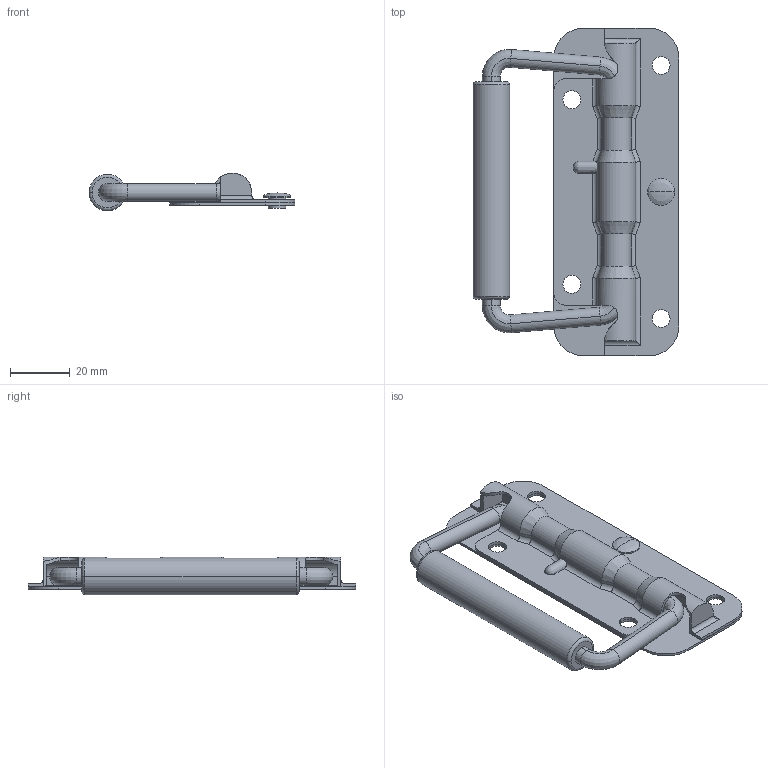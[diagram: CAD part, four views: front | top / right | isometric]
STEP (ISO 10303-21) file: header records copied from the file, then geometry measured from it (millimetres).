
FILE_DESCRIPTION(/* description */ (''),/* implementation_level */ '2;1');
FILE_NAME(/* name */ 'LS607',/* time_stamp */ '2024-11-11T11:32:33+08:00',/* author */ (''),/* organization */ (''),/* preprocessor_version */ 'ST-DEVELOPER v19.2',/* originating_system */ 'Rhino 8.5',/* authorisation */ '');
FILE_SCHEMA (('CONFIG_CONTROL_DESIGN'));
Length unit declared in the file: millimetre
Products named in the file (1): Document
Bounding box: 69.15 x 110 x 12.65 mm (x, y, z)
Volume: 16934.7 mm3; surface area: 28543.5 mm2
Topology: 4 solids, 5 shells, 214 faces, 509 edges, 300 vertices
Faces by surface type: cylinder 111, plane 66, bspline 37
Entity records: 8541 total; most frequent: CARTESIAN_POINT 4299, ORIENTED_EDGE 1004, DIRECTION 541, EDGE_CURVE 504, AXIS2_PLACEMENT_3D 359, VERTEX_POINT 300, EDGE_LOOP 237, B_SPLINE_CURVE_WITH_KNOTS 215
